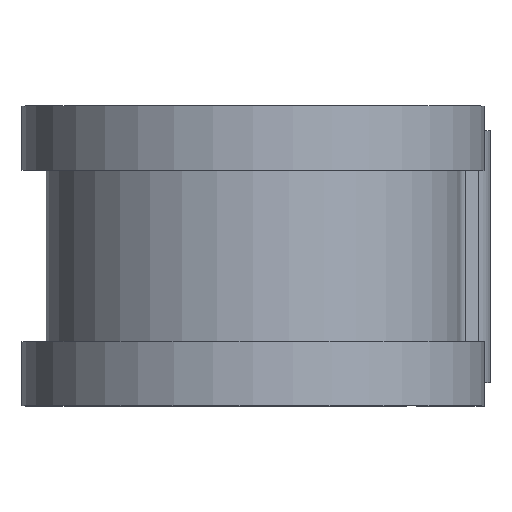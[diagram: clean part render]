
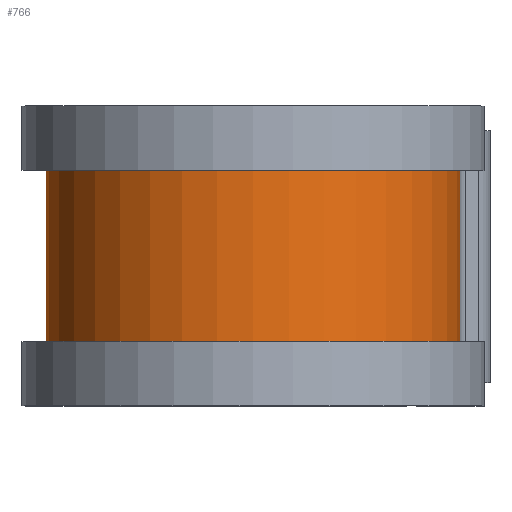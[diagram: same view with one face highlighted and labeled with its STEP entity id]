
A CAD part, top view. The second image highlights one B-rep face of the part: STEP entity #766.
In plain terms, the highlighted cylindrical face has radius 13.056 mm (diameter 26.111 mm), a partial arc.
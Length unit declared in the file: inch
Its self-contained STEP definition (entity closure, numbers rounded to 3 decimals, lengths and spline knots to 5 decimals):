
#96 = ORIENTED_EDGE ( 'NONE', *, *, #1102, .F. ) ;
#103 = CARTESIAN_POINT ( 'NONE',  ( 0., -0.2125, -0.514 ) ) ;
#147 = CIRCLE ( 'NONE', #338, 0.514 ) ;
#157 = CYLINDRICAL_SURFACE ( 'NONE', #683, 0.514 ) ;
#226 = VERTEX_POINT ( 'NONE', #984 ) ;
#309 = LINE ( 'NONE', #486, #1320 ) ;
#330 = CARTESIAN_POINT ( 'NONE',  ( 0., 0.2125, 0. ) ) ;
#332 = ORIENTED_EDGE ( 'NONE', *, *, #1327, .T. ) ;
#337 = VERTEX_POINT ( 'NONE', #1008 ) ;
#338 = AXIS2_PLACEMENT_3D ( 'NONE', #945, #922, #913 ) ;
#341 = DIRECTION ( 'NONE',  ( 0., -1., 0. ) ) ;
#348 = DIRECTION ( 'NONE',  ( 0., 0., -1. ) ) ;
#486 = CARTESIAN_POINT ( 'NONE',  ( 0., 0.3125, -0.514 ) ) ;
#505 = VECTOR ( 'NONE', #796, 39.37008 ) ;
#609 = ORIENTED_EDGE ( 'NONE', *, *, #694, .T. ) ;
#683 = AXIS2_PLACEMENT_3D ( 'NONE', #1471, #693, #1606 ) ;
#693 = DIRECTION ( 'NONE',  ( 0., -1., 0. ) ) ;
#694 = EDGE_CURVE ( 'NONE', #226, #935, #309, .T. ) ;
#766 = ADVANCED_FACE ( 'NONE', ( #936 ), #157, .T. ) ;
#796 = DIRECTION ( 'NONE',  ( 0., -1., 0. ) ) ;
#805 = CARTESIAN_POINT ( 'NONE',  ( 0.514, 0.2125, 0. ) ) ;
#871 = VERTEX_POINT ( 'NONE', #805 ) ;
#895 = ORIENTED_EDGE ( 'NONE', *, *, #1400, .F. ) ;
#913 = DIRECTION ( 'NONE',  ( 0., 0., -1. ) ) ;
#922 = DIRECTION ( 'NONE',  ( 0., -1., 0. ) ) ;
#935 = VERTEX_POINT ( 'NONE', #103 ) ;
#936 = FACE_OUTER_BOUND ( 'NONE', #1729, .T. ) ;
#945 = CARTESIAN_POINT ( 'NONE',  ( 0., -0.2125, 0. ) ) ;
#969 = CIRCLE ( 'NONE', #1498, 0.514 ) ;
#984 = CARTESIAN_POINT ( 'NONE',  ( 0., 0.2125, -0.514 ) ) ;
#1008 = CARTESIAN_POINT ( 'NONE',  ( 0.514, -0.2125, 0. ) ) ;
#1102 = EDGE_CURVE ( 'NONE', #337, #935, #147, .T. ) ;
#1320 = VECTOR ( 'NONE', #1706, 39.37008 ) ;
#1327 = EDGE_CURVE ( 'NONE', #871, #226, #969, .T. ) ;
#1400 = EDGE_CURVE ( 'NONE', #871, #337, #1544, .T. ) ;
#1471 = CARTESIAN_POINT ( 'NONE',  ( 0., 0.3125, 0. ) ) ;
#1498 = AXIS2_PLACEMENT_3D ( 'NONE', #330, #341, #348 ) ;
#1544 = LINE ( 'NONE', #1569, #505 ) ;
#1569 = CARTESIAN_POINT ( 'NONE',  ( 0.514, 0.3125, 0. ) ) ;
#1606 = DIRECTION ( 'NONE',  ( 0., 0., -1. ) ) ;
#1706 = DIRECTION ( 'NONE',  ( 0., -1., 0. ) ) ;
#1729 = EDGE_LOOP ( 'NONE', ( #895, #332, #609, #96 ) ) ;
